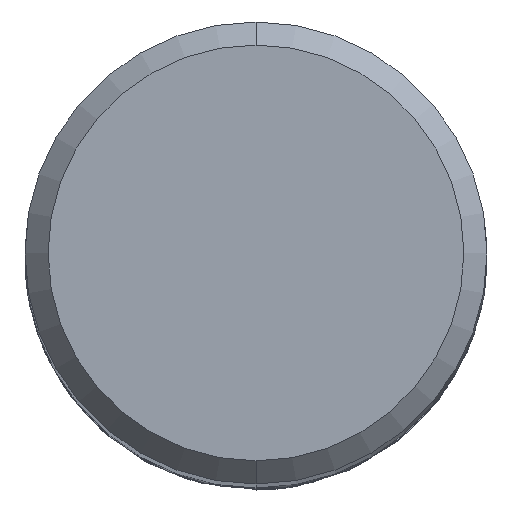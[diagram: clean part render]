
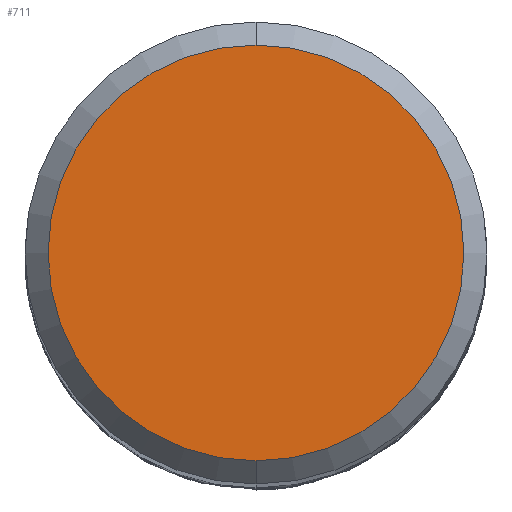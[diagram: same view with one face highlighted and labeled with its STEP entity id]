
A CAD part, top view. The second image highlights one B-rep face of the part: STEP entity #711.
In plain terms, the highlighted planar face has unit normal (0, 0, 1).
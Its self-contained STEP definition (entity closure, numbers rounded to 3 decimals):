
#553=EDGE_CURVE('',#1207,#1209,#1513,.T.);
#711=ADVANCED_FACE('',(#1684),#1685,.T.);
#1207=VERTEX_POINT('',#2225);
#1209=VERTEX_POINT('',#2227);
#1335=EDGE_CURVE('',#1209,#1207,#2367,.T.);
#1513=CIRCLE('',#2882,5.4);
#1684=FACE_OUTER_BOUND('',#3385,.T.);
#1685=PLANE('',#3386);
#2225=CARTESIAN_POINT('',(0.,-5.4,0.0));
#2227=CARTESIAN_POINT('',(0.0,5.4,0.0));
#2367=CIRCLE('',#9747,5.4);
#2882=AXIS2_PLACEMENT_3D('',#10796,#10797,#10798);
#3385=EDGE_LOOP('',(#10984,#10985));
#3386=AXIS2_PLACEMENT_3D('',#10986,#10987,#10988);
#9747=AXIS2_PLACEMENT_3D('',#11658,#11659,#11660);
#10796=CARTESIAN_POINT('',(0.0,0.0,0.0));
#10797=DIRECTION('',(0.0,0.0,-1.0));
#10798=DIRECTION('',(0.0,1.0,0.0));
#10984=ORIENTED_EDGE('',*,*,#1335,.F.);
#10985=ORIENTED_EDGE('',*,*,#553,.F.);
#10986=CARTESIAN_POINT('',(0.0,2.7,0.0));
#10987=DIRECTION('',(-0.0,0.0,1.0));
#10988=DIRECTION('',(0.0,-1.0,0.0));
#11658=CARTESIAN_POINT('',(0.0,0.0,0.0));
#11659=DIRECTION('',(0.0,0.0,-1.0));
#11660=DIRECTION('',(0.0,1.0,0.0));
